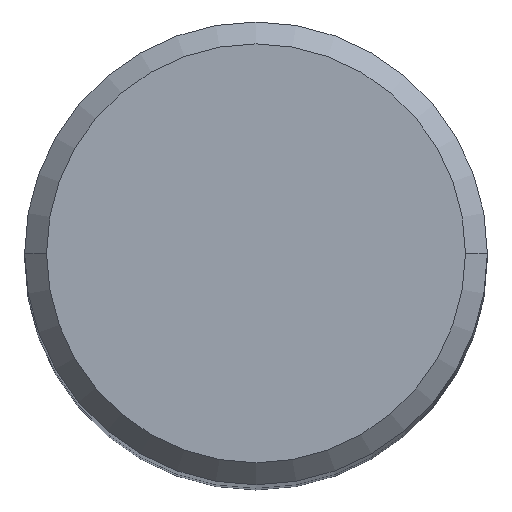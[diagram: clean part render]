
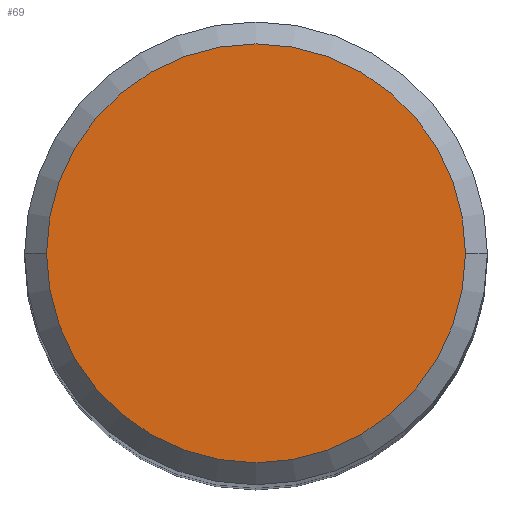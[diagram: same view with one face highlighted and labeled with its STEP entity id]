
A CAD part, top view. The second image highlights one B-rep face of the part: STEP entity #69.
In plain terms, the highlighted planar face has unit normal (0, 0, 1).
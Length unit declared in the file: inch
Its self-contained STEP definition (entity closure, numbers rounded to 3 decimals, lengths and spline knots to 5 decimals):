
#12 = CARTESIAN_POINT ( 'NONE',  ( 0., 0., 0. ) ) ;
#15 = CIRCLE ( 'NONE', #268, 0.19095 ) ;
#22 = FACE_OUTER_BOUND ( 'NONE', #66, .T. ) ;
#54 = CARTESIAN_POINT ( 'NONE',  ( 0., 0.19095, 0. ) ) ;
#56 = EDGE_CURVE ( 'NONE', #96, #267, #77, .T. ) ;
#63 = CARTESIAN_POINT ( 'NONE',  ( 0.19095, 0., 0. ) ) ;
#66 = EDGE_LOOP ( 'NONE', ( #278, #281 ) ) ;
#69 = ADVANCED_FACE ( 'NONE', ( #22 ), #224, .F. ) ;
#77 = CIRCLE ( 'NONE', #226, 0.19095 ) ;
#96 = VERTEX_POINT ( 'NONE', #383 ) ;
#137 = DIRECTION ( 'NONE',  ( 1., 0., 0. ) ) ;
#138 = DIRECTION ( 'NONE',  ( 1., 0., 0. ) ) ;
#186 = DIRECTION ( 'NONE',  ( -1., 0., 0. ) ) ;
#211 = EDGE_CURVE ( 'NONE', #267, #96, #15, .T. ) ;
#216 = CARTESIAN_POINT ( 'NONE',  ( 0., 0., 0. ) ) ;
#218 = DIRECTION ( 'NONE',  ( 0., 0., -1. ) ) ;
#224 = PLANE ( 'NONE',  #260 ) ;
#226 = AXIS2_PLACEMENT_3D ( 'NONE', #12, #340, #138 ) ;
#260 = AXIS2_PLACEMENT_3D ( 'NONE', #54, #218, #186 ) ;
#267 = VERTEX_POINT ( 'NONE', #63 ) ;
#268 = AXIS2_PLACEMENT_3D ( 'NONE', #216, #345, #137 ) ;
#278 = ORIENTED_EDGE ( 'NONE', *, *, #56, .T. ) ;
#281 = ORIENTED_EDGE ( 'NONE', *, *, #211, .T. ) ;
#340 = DIRECTION ( 'NONE',  ( 0., 0., 1. ) ) ;
#345 = DIRECTION ( 'NONE',  ( 0., 0., 1. ) ) ;
#383 = CARTESIAN_POINT ( 'NONE',  ( -0.19095, 0., 0. ) ) ;
